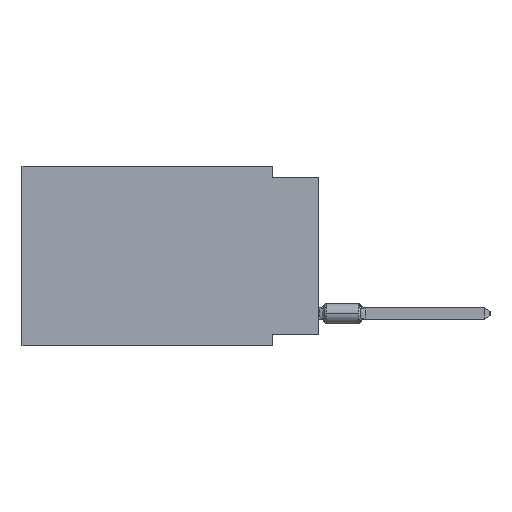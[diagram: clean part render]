
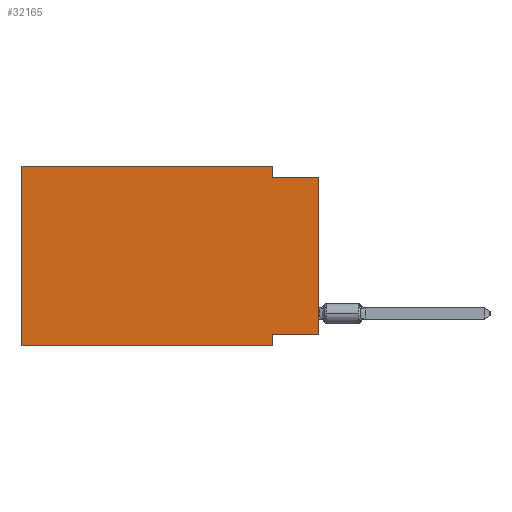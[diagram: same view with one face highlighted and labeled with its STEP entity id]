
A CAD part, left-side view. The second image highlights one B-rep face of the part: STEP entity #32165.
In plain terms, the highlighted planar face has unit normal (-1, 0, 0).
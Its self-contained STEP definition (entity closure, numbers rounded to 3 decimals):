
#95 = VERTEX_POINT ( 'NONE', #44993 ) ;
#875 = CARTESIAN_POINT ( 'NONE',  ( 0., 2.54, 0. ) ) ;
#1650 = EDGE_CURVE ( 'NONE', #10059, #50584, #20504, .T. ) ;
#4995 = CARTESIAN_POINT ( 'NONE',  ( 0., 0., -0.635 ) ) ;
#6203 = CARTESIAN_POINT ( 'NONE',  ( 0., 16.383, 0. ) ) ;
#6393 = CARTESIAN_POINT ( 'NONE',  ( 0., 2.54, -9.906 ) ) ;
#6698 = LINE ( 'NONE', #6393, #11027 ) ;
#7545 = CARTESIAN_POINT ( 'NONE',  ( 0., 16.383, -9.906 ) ) ;
#7747 = DIRECTION ( 'NONE',  ( 0., 1., 0. ) ) ;
#7983 = ORIENTED_EDGE ( 'NONE', *, *, #22477, .F. ) ;
#9149 = ORIENTED_EDGE ( 'NONE', *, *, #9637, .F. ) ;
#9637 = EDGE_CURVE ( 'NONE', #22764, #23671, #39660, .T. ) ;
#10059 = VERTEX_POINT ( 'NONE', #7545 ) ;
#11027 = VECTOR ( 'NONE', #54542, 1000. ) ;
#11215 = EDGE_CURVE ( 'NONE', #10059, #58052, #15638, .T. ) ;
#13288 = VECTOR ( 'NONE', #22066, 1000. ) ;
#14152 = ORIENTED_EDGE ( 'NONE', *, *, #57808, .F. ) ;
#14319 = EDGE_CURVE ( 'NONE', #23560, #40121, #56257, .T. ) ;
#14834 = CARTESIAN_POINT ( 'NONE',  ( 0., 16.383, 0. ) ) ;
#15277 = DIRECTION ( 'NONE',  ( 0., 0., -1. ) ) ;
#15329 = DIRECTION ( 'NONE',  ( 0., -1., 0. ) ) ;
#15638 = LINE ( 'NONE', #30410, #23736 ) ;
#16138 = DIRECTION ( 'NONE',  ( 0., 0., -1. ) ) ;
#18068 = DIRECTION ( 'NONE',  ( 0., 0., 1. ) ) ;
#18784 = VECTOR ( 'NONE', #18068, 1000. ) ;
#20457 = CARTESIAN_POINT ( 'NONE',  ( 0., 16.383, 0. ) ) ;
#20504 = LINE ( 'NONE', #40081, #62907 ) ;
#21381 = VECTOR ( 'NONE', #15329, 1000. ) ;
#22066 = DIRECTION ( 'NONE',  ( 0., -1., 0. ) ) ;
#22477 = EDGE_CURVE ( 'NONE', #23671, #40121, #52222, .T. ) ;
#22593 = ORIENTED_EDGE ( 'NONE', *, *, #48269, .F. ) ;
#22764 = VERTEX_POINT ( 'NONE', #875 ) ;
#23025 = CARTESIAN_POINT ( 'NONE',  ( 0., 0., -0.635 ) ) ;
#23130 = EDGE_LOOP ( 'NONE', ( #47286, #7983, #9149, #22593, #33811, #48277, #14152, #59767 ) ) ;
#23560 = VERTEX_POINT ( 'NONE', #42592 ) ;
#23671 = VERTEX_POINT ( 'NONE', #58939 ) ;
#23736 = VECTOR ( 'NONE', #49979, 1000. ) ;
#27326 = AXIS2_PLACEMENT_3D ( 'NONE', #6203, #39905, #16138 ) ;
#28037 = CARTESIAN_POINT ( 'NONE',  ( 0., 0., 0. ) ) ;
#30410 = CARTESIAN_POINT ( 'NONE',  ( 0., 16.383, -9.906 ) ) ;
#32165 = ADVANCED_FACE ( 'NONE', ( #50474 ), #55292, .F. ) ;
#33811 = ORIENTED_EDGE ( 'NONE', *, *, #1650, .F. ) ;
#34628 = DIRECTION ( 'NONE',  ( 0., 0., 1. ) ) ;
#35280 = VECTOR ( 'NONE', #7747, 1000. ) ;
#39660 = LINE ( 'NONE', #44793, #48208 ) ;
#39712 = LINE ( 'NONE', #20457, #21381 ) ;
#39905 = DIRECTION ( 'NONE',  ( 1., 0., 0. ) ) ;
#40081 = CARTESIAN_POINT ( 'NONE',  ( 0., 16.383, 0. ) ) ;
#40121 = VERTEX_POINT ( 'NONE', #4995 ) ;
#42592 = CARTESIAN_POINT ( 'NONE',  ( 0., 0., -9.271 ) ) ;
#44793 = CARTESIAN_POINT ( 'NONE',  ( 0., 2.54, 0. ) ) ;
#44993 = CARTESIAN_POINT ( 'NONE',  ( 0., 2.54, -9.271 ) ) ;
#47286 = ORIENTED_EDGE ( 'NONE', *, *, #14319, .T. ) ;
#48208 = VECTOR ( 'NONE', #15277, 1000. ) ;
#48269 = EDGE_CURVE ( 'NONE', #50584, #22764, #39712, .T. ) ;
#48277 = ORIENTED_EDGE ( 'NONE', *, *, #11215, .T. ) ;
#49979 = DIRECTION ( 'NONE',  ( 0., -1., 0. ) ) ;
#50474 = FACE_OUTER_BOUND ( 'NONE', #23130, .T. ) ;
#50584 = VERTEX_POINT ( 'NONE', #14834 ) ;
#51716 = CARTESIAN_POINT ( 'NONE',  ( 0., 0., -9.271 ) ) ;
#52222 = LINE ( 'NONE', #23025, #13288 ) ;
#54190 = EDGE_CURVE ( 'NONE', #23560, #95, #61354, .T. ) ;
#54542 = DIRECTION ( 'NONE',  ( 0., 0., -1. ) ) ;
#55292 = PLANE ( 'NONE',  #27326 ) ;
#56257 = LINE ( 'NONE', #28037, #18784 ) ;
#57808 = EDGE_CURVE ( 'NONE', #95, #58052, #6698, .T. ) ;
#58052 = VERTEX_POINT ( 'NONE', #61237 ) ;
#58939 = CARTESIAN_POINT ( 'NONE',  ( 0., 2.54, -0.635 ) ) ;
#59767 = ORIENTED_EDGE ( 'NONE', *, *, #54190, .F. ) ;
#61237 = CARTESIAN_POINT ( 'NONE',  ( 0., 2.54, -9.906 ) ) ;
#61354 = LINE ( 'NONE', #51716, #35280 ) ;
#62907 = VECTOR ( 'NONE', #34628, 1000. ) ;
